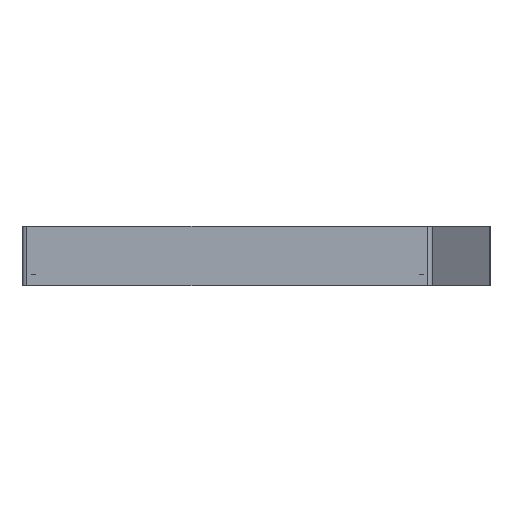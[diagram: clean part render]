
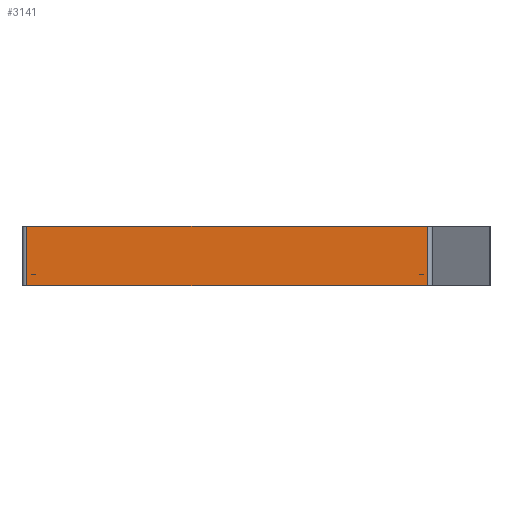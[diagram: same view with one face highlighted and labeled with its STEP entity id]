
A CAD part, left-side view. The second image highlights one B-rep face of the part: STEP entity #3141.
In plain terms, the highlighted planar face has unit normal (-1, 0, 0).
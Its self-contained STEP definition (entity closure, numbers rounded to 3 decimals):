
#94=PLANE('',#3380);
#199=FACE_OUTER_BOUND('',#383,.T.);
#383=EDGE_LOOP('',(#2239,#2240,#2241,#2242));
#628=LINE('',#4861,#886);
#658=LINE('',#4960,#916);
#659=LINE('',#4964,#917);
#660=LINE('',#4965,#918);
#886=VECTOR('',#3801,10.);
#916=VECTOR('',#3887,10.);
#917=VECTOR('',#3892,10.);
#918=VECTOR('',#3893,10.);
#1359=VERTEX_POINT('',#4858);
#1360=VERTEX_POINT('',#4860);
#1401=VERTEX_POINT('',#4959);
#1402=VERTEX_POINT('',#4963);
#1680=EDGE_CURVE('',#1359,#1360,#628,.T.);
#1731=EDGE_CURVE('',#1401,#1360,#658,.T.);
#1733=EDGE_CURVE('',#1402,#1359,#659,.T.);
#1734=EDGE_CURVE('',#1401,#1402,#660,.T.);
#2239=ORIENTED_EDGE('',*,*,#1733,.F.);
#2240=ORIENTED_EDGE('',*,*,#1734,.F.);
#2241=ORIENTED_EDGE('',*,*,#1731,.T.);
#2242=ORIENTED_EDGE('',*,*,#1680,.F.);
#3141=ADVANCED_FACE('',(#199),#94,.T.);
#3380=AXIS2_PLACEMENT_3D('',#4962,#3890,#3891);
#3801=DIRECTION('',(0.,-1.,0.));
#3887=DIRECTION('',(0.,0.,1.));
#3890=DIRECTION('center_axis',(-1.,0.,
0.));
#3891=DIRECTION('ref_axis',(0.,1.,0.));
#3892=DIRECTION('',(0.,0.,1.));
#3893=DIRECTION('',(0.,1.,0.));
#4858=CARTESIAN_POINT('',(-4.548,-1.402,13.));
#4860=CARTESIAN_POINT('',(-4.547,-109.978,13.));
#4861=CARTESIAN_POINT('',(-4.548,-1.402,13.));
#4959=CARTESIAN_POINT('',(-4.547,-109.978,-3.));
#4960=CARTESIAN_POINT('',(-4.547,-109.978,0.));
#4962=CARTESIAN_POINT('Origin',(-4.547,-109.978,0.));
#4963=CARTESIAN_POINT('',(-4.548,-1.402,-3.));
#4964=CARTESIAN_POINT('',(-4.548,-1.402,0.));
#4965=CARTESIAN_POINT('',(-4.548,-1.402,-3.));
